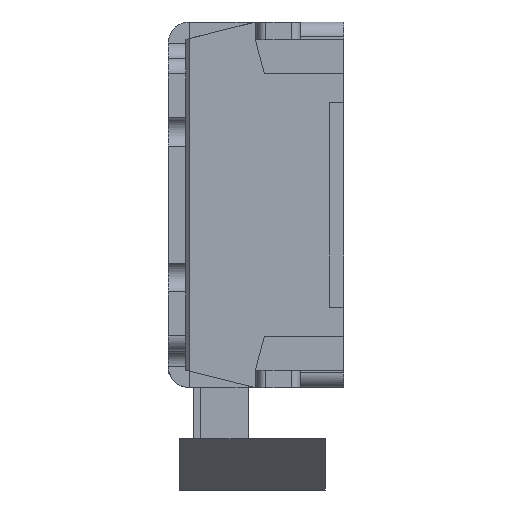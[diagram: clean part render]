
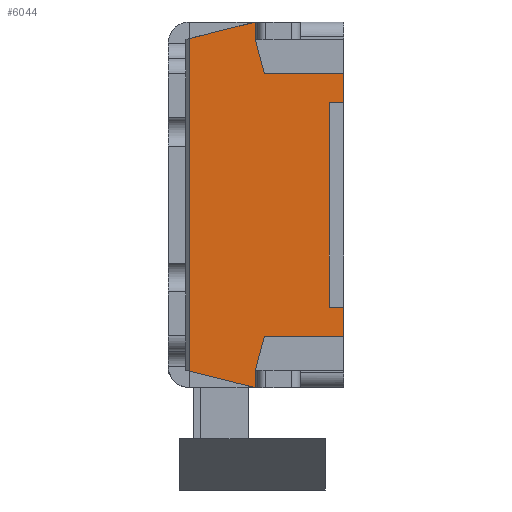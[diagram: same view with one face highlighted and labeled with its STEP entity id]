
A CAD part, left-side view. The second image highlights one B-rep face of the part: STEP entity #6044.
In plain terms, the highlighted planar face has unit normal (-1, 0, 0).
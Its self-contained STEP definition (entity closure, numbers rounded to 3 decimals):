
#28 = VERTEX_POINT ( 'NONE', #4856 ) ;
#45 = ORIENTED_EDGE ( 'NONE', *, *, #863, .T. ) ;
#54 = VECTOR ( 'NONE', #5143, 1000. ) ;
#106 = CARTESIAN_POINT ( 'NONE',  ( -1.5, 0.543, 0.897 ) ) ;
#204 = VECTOR ( 'NONE', #997, 1000. ) ;
#316 = VECTOR ( 'NONE', #4703, 1000. ) ;
#369 = LINE ( 'NONE', #3246, #1469 ) ;
#374 = VECTOR ( 'NONE', #2662, 1000. ) ;
#411 = CARTESIAN_POINT ( 'NONE',  ( -1.5, 0.606, -1.13 ) ) ;
#517 = FACE_OUTER_BOUND ( 'NONE', #4101, .T. ) ;
#701 = EDGE_CURVE ( 'NONE', #4572, #5326, #4389, .T. ) ;
#804 = ORIENTED_EDGE ( 'NONE', *, *, #701, .T. ) ;
#863 = EDGE_CURVE ( 'NONE', #2087, #4711, #1294, .T. ) ;
#997 = DIRECTION ( 'NONE',  ( 0., 0.261, 0.965 ) ) ;
#1011 = LINE ( 'NONE', #5677, #316 ) ;
#1103 = VERTEX_POINT ( 'NONE', #5070 ) ;
#1183 = VECTOR ( 'NONE', #5301, 1000. ) ;
#1294 = LINE ( 'NONE', #6377, #204 ) ;
#1382 = EDGE_CURVE ( 'NONE', #28, #4711, #1011, .T. ) ;
#1469 = VECTOR ( 'NONE', #2829, 1000. ) ;
#1509 = CARTESIAN_POINT ( 'NONE',  ( -1.5, 0.606, -1.13 ) ) ;
#1548 = LINE ( 'NONE', #1737, #54 ) ;
#1563 = CARTESIAN_POINT ( 'NONE',  ( -1.5, 0.606, -1.25 ) ) ;
#1659 = LINE ( 'NONE', #6272, #2136 ) ;
#1737 = CARTESIAN_POINT ( 'NONE',  ( -1.5, 1.055, 1.13 ) ) ;
#1914 = ORIENTED_EDGE ( 'NONE', *, *, #3190, .T. ) ;
#1957 = VECTOR ( 'NONE', #3846, 1000. ) ;
#1975 = VERTEX_POINT ( 'NONE', #1509 ) ;
#2015 = VECTOR ( 'NONE', #5556, 1000. ) ;
#2087 = VERTEX_POINT ( 'NONE', #106 ) ;
#2136 = VECTOR ( 'NONE', #2270, 1000. ) ;
#2270 = DIRECTION ( 'NONE',  ( 0., 0., 1. ) ) ;
#2378 = ORIENTED_EDGE ( 'NONE', *, *, #2520, .F. ) ;
#2411 = ORIENTED_EDGE ( 'NONE', *, *, #1382, .F. ) ;
#2520 = EDGE_CURVE ( 'NONE', #1103, #1975, #3101, .T. ) ;
#2647 = CARTESIAN_POINT ( 'NONE',  ( -1.5, 1.08, 1.13 ) ) ;
#2662 = DIRECTION ( 'NONE',  ( 0., -0.969, 0.245 ) ) ;
#2829 = DIRECTION ( 'NONE',  ( 0., 1., 0. ) ) ;
#2924 = PLANE ( 'NONE',  #3802 ) ;
#2941 = CARTESIAN_POINT ( 'NONE',  ( -1.5, 0., 0.897 ) ) ;
#2973 = EDGE_CURVE ( 'NONE', #3884, #28, #6098, .T. ) ;
#2995 = CARTESIAN_POINT ( 'NONE',  ( -1.5, 0.606, 1.13 ) ) ;
#3101 = LINE ( 'NONE', #411, #1957 ) ;
#3190 = EDGE_CURVE ( 'NONE', #4151, #2087, #369, .T. ) ;
#3246 = CARTESIAN_POINT ( 'NONE',  ( -1.5, 0., 0.897 ) ) ;
#3771 = VECTOR ( 'NONE', #4597, 1000. ) ;
#3802 = AXIS2_PLACEMENT_3D ( 'NONE', #4300, #5770, #4776 ) ;
#3846 = DIRECTION ( 'NONE',  ( 0., 0.261, -0.965 ) ) ;
#3884 = VERTEX_POINT ( 'NONE', #5149 ) ;
#3991 = CARTESIAN_POINT ( 'NONE',  ( -1.5, 0.606, -1.25 ) ) ;
#4006 = EDGE_CURVE ( 'NONE', #4411, #4151, #1659, .T. ) ;
#4060 = ORIENTED_EDGE ( 'NONE', *, *, #2973, .F. ) ;
#4101 = EDGE_LOOP ( 'NONE', ( #4677, #804, #4836, #2378, #6251, #5883, #1914, #45, #2411, #4060 ) ) ;
#4151 = VERTEX_POINT ( 'NONE', #2941 ) ;
#4254 = CARTESIAN_POINT ( 'NONE',  ( -1.5, 0., -0.897 ) ) ;
#4300 = CARTESIAN_POINT ( 'NONE',  ( -1.5, 0., 0. ) ) ;
#4306 = CARTESIAN_POINT ( 'NONE',  ( -1.5, 1.055, -1.136 ) ) ;
#4389 = LINE ( 'NONE', #5123, #3771 ) ;
#4411 = VERTEX_POINT ( 'NONE', #5202 ) ;
#4572 = VERTEX_POINT ( 'NONE', #4306 ) ;
#4597 = DIRECTION ( 'NONE',  ( 0., -0.969, -0.245 ) ) ;
#4677 = ORIENTED_EDGE ( 'NONE', *, *, #5568, .F. ) ;
#4703 = DIRECTION ( 'NONE',  ( 0., 0., -1. ) ) ;
#4711 = VERTEX_POINT ( 'NONE', #2995 ) ;
#4776 = DIRECTION ( 'NONE',  ( 0., 0., 1. ) ) ;
#4836 = ORIENTED_EDGE ( 'NONE', *, *, #6194, .T. ) ;
#4856 = CARTESIAN_POINT ( 'NONE',  ( -1.5, 0.606, 1.25 ) ) ;
#4912 = LINE ( 'NONE', #1563, #2015 ) ;
#5060 = EDGE_CURVE ( 'NONE', #4411, #1103, #5122, .T. ) ;
#5070 = CARTESIAN_POINT ( 'NONE',  ( -1.5, 0.543, -0.897 ) ) ;
#5122 = LINE ( 'NONE', #4254, #1183 ) ;
#5123 = CARTESIAN_POINT ( 'NONE',  ( -1.5, 1.08, -1.13 ) ) ;
#5143 = DIRECTION ( 'NONE',  ( 0., 0., 1. ) ) ;
#5149 = CARTESIAN_POINT ( 'NONE',  ( -1.5, 1.055, 1.136 ) ) ;
#5202 = CARTESIAN_POINT ( 'NONE',  ( -1.5, 0., -0.897 ) ) ;
#5301 = DIRECTION ( 'NONE',  ( 0., 1., 0. ) ) ;
#5326 = VERTEX_POINT ( 'NONE', #3991 ) ;
#5556 = DIRECTION ( 'NONE',  ( 0., 0., 1. ) ) ;
#5568 = EDGE_CURVE ( 'NONE', #4572, #3884, #1548, .T. ) ;
#5677 = CARTESIAN_POINT ( 'NONE',  ( -1.5, 0.606, 1.25 ) ) ;
#5770 = DIRECTION ( 'NONE',  ( 1., 0., 0. ) ) ;
#5883 = ORIENTED_EDGE ( 'NONE', *, *, #4006, .T. ) ;
#6044 = ADVANCED_FACE ( 'NONE', ( #517 ), #2924, .F. ) ;
#6098 = LINE ( 'NONE', #2647, #374 ) ;
#6194 = EDGE_CURVE ( 'NONE', #5326, #1975, #4912, .T. ) ;
#6251 = ORIENTED_EDGE ( 'NONE', *, *, #5060, .F. ) ;
#6272 = CARTESIAN_POINT ( 'NONE',  ( -1.5, 0., 0. ) ) ;
#6377 = CARTESIAN_POINT ( 'NONE',  ( -1.5, 0.606, 1.13 ) ) ;
